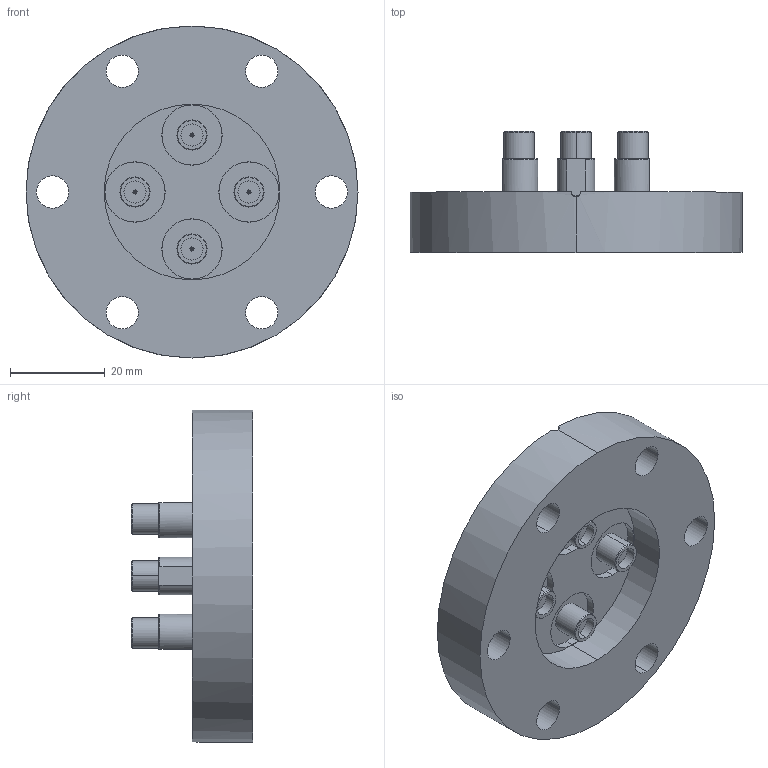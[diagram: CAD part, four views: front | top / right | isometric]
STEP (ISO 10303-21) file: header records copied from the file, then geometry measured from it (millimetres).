
FILE_DESCRIPTION (( 'STEP AP214' ), '1' );
FILE_NAME ('242-SMAD18G-C40-4.STEP', '2016-02-17T14:18:55', ( 'allectra' ), ( 'Microsoft' ), 'SwSTEP 2.0', 'SolidWorks 2014', '' );
FILE_SCHEMA (( 'AUTOMOTIVE_DESIGN' ));
Length unit declared in the file: millimetre
Products named in the file (8): 242-SMAD18G-W; 9242-SMAD18G-C40-4_DN40 CF; 242-SMAD18G-C40-4; 9242-SMAD18G-C40-4
Assembly tree (5 placements, depth 2):
  242-SMAD18G-W
  242-SMAD18G-W
  242-SMAD18G-W
  242-SMAD18G-C40-4
    9242-SMAD18G-C40-4_DN40 CF
    242-SMAD18G-W  x4
  242-SMAD18G-W
Bounding box: 69.9 x 25.5 x 69.9 mm (x, y, z)
Volume: 37261.8 mm3; surface area: 16552.4 mm2
Topology: 9 solids, 9 shells, 205 faces, 446 edges, 292 vertices
Faces by surface type: cylinder 116, plane 61, cone 28
Entity records: 2611 total; most frequent: CARTESIAN_POINT 466, DIRECTION 461, ORIENTED_EDGE 370, AXIS2_PLACEMENT_3D 198, EDGE_CURVE 185, VERTEX_POINT 121, EDGE_LOOP 110, CIRCLE 110
